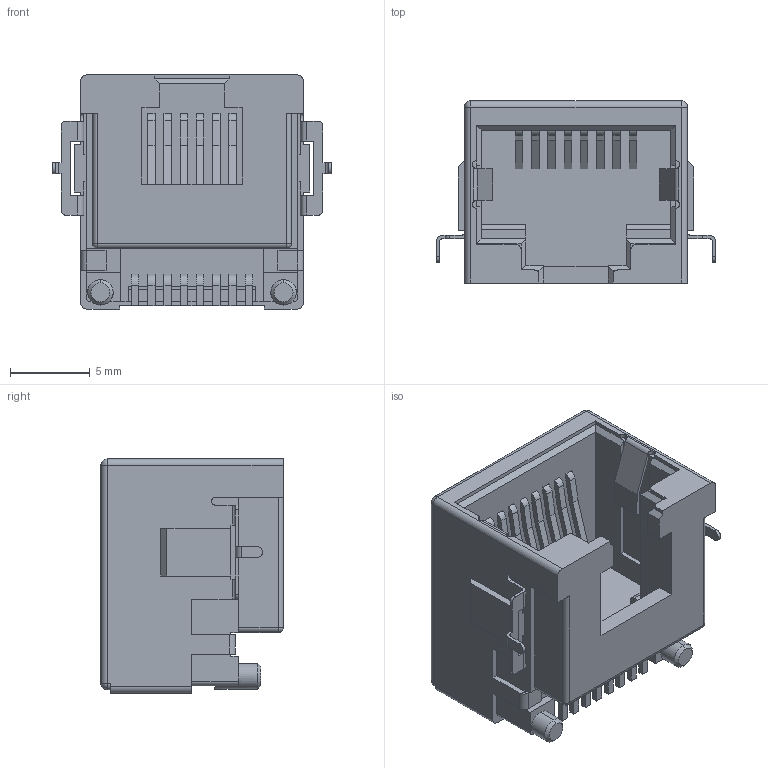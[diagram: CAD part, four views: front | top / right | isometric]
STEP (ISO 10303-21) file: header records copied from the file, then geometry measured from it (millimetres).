
FILE_DESCRIPTION(('STEP AP242'),'1');
FILE_NAME('2041126-1.stp','2020-07-23T08:09:23',('TraceParts'),('TraceParts S.A.'),'Spatial InterOp 3D',' ',' ');
FILE_SCHEMA(('AP242_MANAGED_MODEL_BASED_3D_ENGINEERING_MIM_LF {1 0 10303 442 1 1 4}'));
Length unit declared in the file: millimetre
Products named in the file (1): 2041126-1
Bounding box: 17.55 x 11.45 x 14.7 mm (x, y, z)
Volume: 1100 mm3; surface area: 1720.9 mm2
Topology: 1 solids, 1 shells, 383 faces, 1075 edges, 698 vertices
Faces by surface type: plane 288, cylinder 85, sphere 6, cone 4
Entity records: 20680 total; most frequent: CARTESIAN_POINT 2187, ORIENTED_EDGE 2150, DIRECTION 2015, STYLED_ITEM 1455, PRESENTATION_STYLE_ASSIGNMENT 1455, COLOUR_RGB 1455, EDGE_CURVE 1075, CURVE_STYLE 1071
